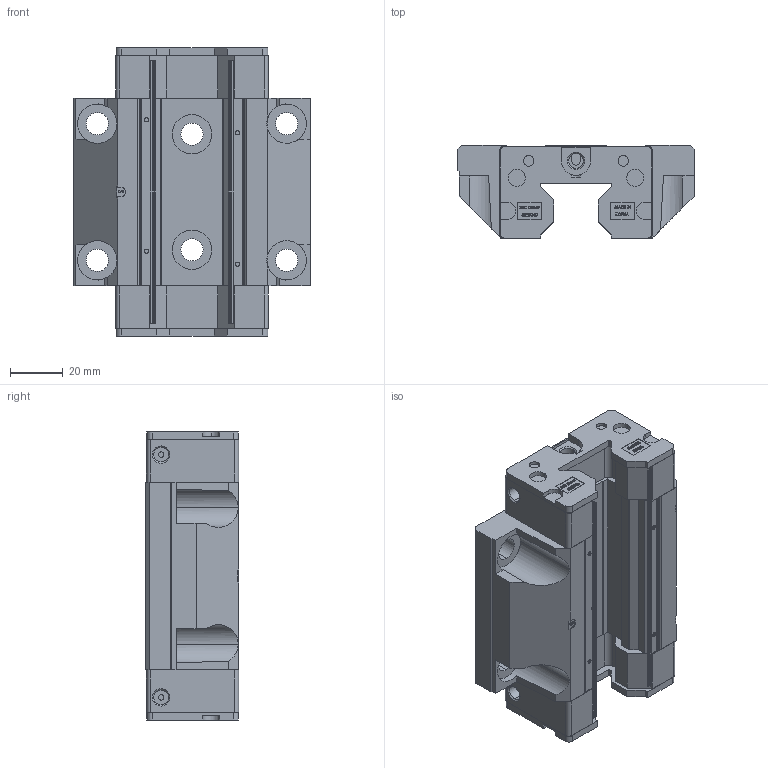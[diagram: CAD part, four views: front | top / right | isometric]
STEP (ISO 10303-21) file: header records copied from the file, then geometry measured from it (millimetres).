
FILE_DESCRIPTION (( 'STEP AP214' ), '1' );
FILE_NAME ('SBR30FL-嫦歎辨.STEP', '2023-10-24T07:00:27', ( 'Windows 餌辨濠' ), ( '' ), 'SwSTEP 2.0', 'SolidWorks 2013', '' );
FILE_SCHEMA (( 'AUTOMOTIVE_DESIGN' ));
Length unit declared in the file: millimetre
Products named in the file (7): SBR-30-BS-SN-CO-M1000-R00 (BOTTOM SEAL NORMAL); ж睡墾 Щ溯蝶; ж睡墾 堅鼠; SBR-30-ES-CO-M0400-R02 (END SEAL NBR); SBR-30-EP-CO-M0300-R00 (END PLATE); SBR30FL 权己屈肯丰 ; SBR30FL-嫦歎辨
Assembly tree (9 placements, depth 3):
  SBR30FL-嫦歎辨
    SBR30FL 权己屈肯丰 
    SBR-30-EP-CO-M0300-R00 (END PLATE)  x2
    SBR-30-ES-CO-M0400-R02 (END SEAL NBR)  x2
    SBR-30-BS-SN-CO-M1000-R00 (BOTTOM SEAL NORMAL)  x2
      ж睡墾 堅鼠
      ж睡墾 Щ溯蝶
Bounding box: 90 x 35.5 x 109.6 mm (x, y, z)
Volume: 176711.2 mm3; surface area: 67285.4 mm2
Topology: 9 solids, 41 shells, 2362 faces, 6101 edges, 4024 vertices
Faces by surface type: plane 1427, bspline 613, cylinder 250, torus 40, cone 32
Entity records: 55774 total; most frequent: CARTESIAN_POINT 24957, ORIENTED_EDGE 6532, DIRECTION 4923, EDGE_CURVE 3266, LINE 2253, VECTOR 2253, VERTEX_POINT 2161, EDGE_LOOP 1423
